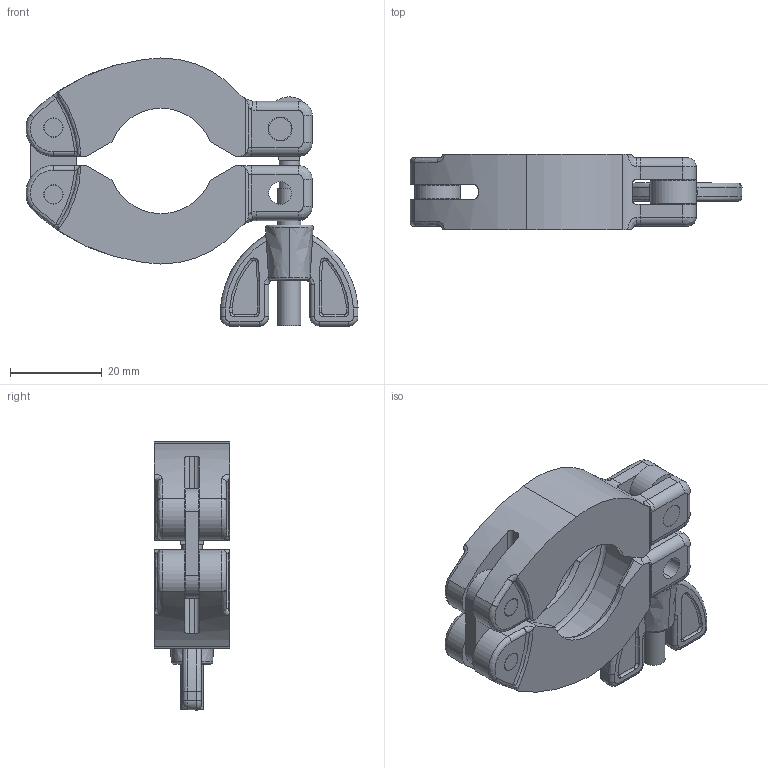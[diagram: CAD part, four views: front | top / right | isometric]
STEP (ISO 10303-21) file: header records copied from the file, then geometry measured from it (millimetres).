
FILE_DESCRIPTION( (''), '2;1');
FILE_NAME ('CAD714.5720.VP1010N_11951.stp','2016-05-16T13:58:23',(''),(''),'spGate 11.3.9','spGate','');
FILE_SCHEMA (('AUTOMOTIVE_DESIGN'));
Length unit declared in the file: millimetre
Products named in the file (9): Assembly; 品番1; 品番1_mr; 品番2_mr; 品番3; 品番4; 品番5; 品番6_mr
Assembly tree (9 placements, depth 2):
  Assembly
    品番1
    品番1_mr
    品番2_mr
    品番3
    品番4
    品番5
    品番6_mr  x2
    (unnamed)
Bounding box: 72.49 x 16.5 x 58.54 mm (x, y, z)
Volume: 21126.2 mm3; surface area: 14099.2 mm2
Topology: 8 solids, 8 shells, 344 faces, 882 edges, 562 vertices
Faces by surface type: cylinder 131, bspline 122, plane 91
Entity records: 23379 total; most frequent: CARTESIAN_POINT 8732, ORIENTED_EDGE 1740, DIRECTION 1455, COLOUR_RGB 1214, PRESENTATION_STYLE_ASSIGNMENT 1214, STYLED_ITEM 1214, EDGE_CURVE 870, DRAUGHTING_PRE_DEFINED_CURVE_FONT 870
